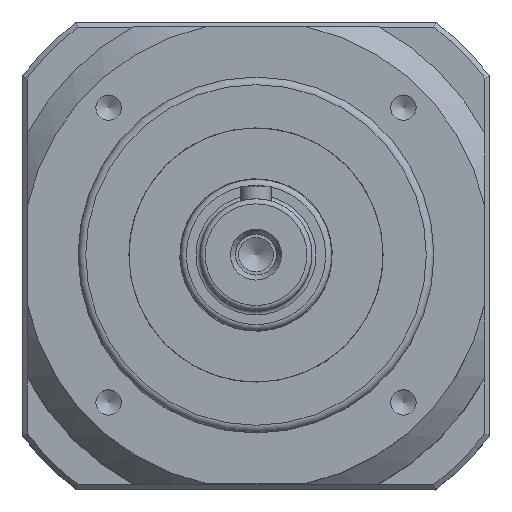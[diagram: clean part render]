
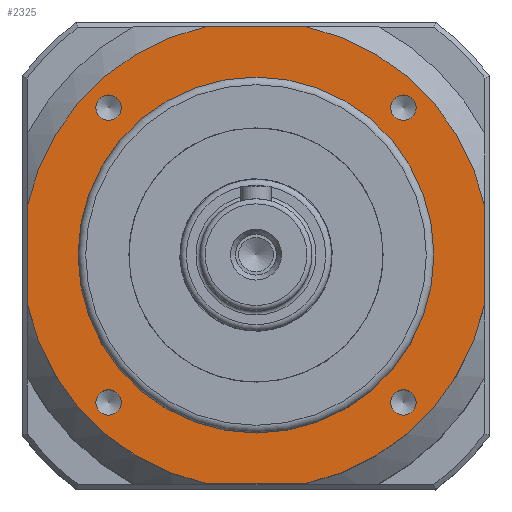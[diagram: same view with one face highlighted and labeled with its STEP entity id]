
A CAD part, top view. The second image highlights one B-rep face of the part: STEP entity #2325.
In plain terms, the highlighted planar face has unit normal (0, 0, 1).
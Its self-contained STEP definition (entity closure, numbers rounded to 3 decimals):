
#855=CARTESIAN_POINT('',(-28.991,26.491,2.));
#856=VERTEX_POINT('',#855);
#857=CARTESIAN_POINT('',(-28.991,28.991,2.));
#858=DIRECTION('',(0.0,0.0,1.0));
#859=DIRECTION('',(0.0,-1.0,0.0));
#860=AXIS2_PLACEMENT_3D('',#857,#858,#859);
#861=CIRCLE('',#860,2.5);
#862=EDGE_CURVE('',#856,#856,#861,.T.);
#892=CARTESIAN_POINT('',(-28.991,-31.491,2.));
#893=VERTEX_POINT('',#892);
#894=CARTESIAN_POINT('',(-28.991,-28.991,2.));
#895=DIRECTION('',(0.0,0.0,1.0));
#896=DIRECTION('',(0.0,-1.0,0.0));
#897=AXIS2_PLACEMENT_3D('',#894,#895,#896);
#898=CIRCLE('',#897,2.5);
#899=EDGE_CURVE('',#893,#893,#898,.T.);
#929=CARTESIAN_POINT('',(28.991,-31.491,2.));
#930=VERTEX_POINT('',#929);
#931=CARTESIAN_POINT('',(28.991,-28.991,2.));
#932=DIRECTION('',(0.0,0.0,1.0));
#933=DIRECTION('',(0.0,-1.0,0.0));
#934=AXIS2_PLACEMENT_3D('',#931,#932,#933);
#935=CIRCLE('',#934,2.5);
#936=EDGE_CURVE('',#930,#930,#935,.T.);
#1077=CARTESIAN_POINT('',(31.491,28.991,2.));
#1078=VERTEX_POINT('',#1077);
#1079=CARTESIAN_POINT('',(28.991,28.991,2.));
#1080=DIRECTION('',(0.0,0.0,1.0));
#1081=DIRECTION('',(1.0,0.0,0.0));
#1082=AXIS2_PLACEMENT_3D('',#1079,#1080,#1081);
#1083=CIRCLE('',#1082,2.5);
#1084=EDGE_CURVE('',#1078,#1078,#1083,.T.);
#1171=CARTESIAN_POINT('',(0.0,35.0,2.));
#1172=VERTEX_POINT('',#1171);
#1173=CARTESIAN_POINT('',(0.0,0.,2.));
#1174=DIRECTION('',(0.0,0.0,-1.0));
#1175=DIRECTION('',(0.0,1.0,0.0));
#1176=AXIS2_PLACEMENT_3D('',#1173,#1174,#1175);
#1177=CIRCLE('',#1176,35.0);
#1178=EDGE_CURVE('',#1172,#1172,#1177,.T.);
#2153=CARTESIAN_POINT('',(45.,-9.539,2.));
#2154=VERTEX_POINT('',#2153);
#2161=CARTESIAN_POINT('',(9.539,-45.,2.0));
#2162=VERTEX_POINT('',#2161);
#2163=CARTESIAN_POINT('',(0.0,0.,2.));
#2164=DIRECTION('',(0.0,0.0,-1.0));
#2165=DIRECTION('',(0.0,1.0,0.0));
#2166=AXIS2_PLACEMENT_3D('',#2163,#2164,#2165);
#2167=CIRCLE('',#2166,46.);
#2168=EDGE_CURVE('',#2154,#2162,#2167,.T.);
#2184=CARTESIAN_POINT('',(9.539,45.,2.));
#2185=VERTEX_POINT('',#2184);
#2186=CARTESIAN_POINT('',(45.,9.539,2.));
#2187=VERTEX_POINT('',#2186);
#2188=CARTESIAN_POINT('',(0.0,0.,2.));
#2189=DIRECTION('',(0.0,0.0,-1.0));
#2190=DIRECTION('',(0.0,1.0,0.0));
#2191=AXIS2_PLACEMENT_3D('',#2188,#2189,#2190);
#2192=CIRCLE('',#2191,46.);
#2193=EDGE_CURVE('',#2185,#2187,#2192,.T.);
#2217=CARTESIAN_POINT('',(-9.539,-45.,2.));
#2218=VERTEX_POINT('',#2217);
#2225=CARTESIAN_POINT('',(-45.,-9.539,2.));
#2226=VERTEX_POINT('',#2225);
#2227=CARTESIAN_POINT('',(0.0,0.,2.));
#2228=DIRECTION('',(0.0,0.0,-1.0));
#2229=DIRECTION('',(0.0,1.0,0.0));
#2230=AXIS2_PLACEMENT_3D('',#2227,#2228,#2229);
#2231=CIRCLE('',#2230,46.);
#2232=EDGE_CURVE('',#2218,#2226,#2231,.T.);
#2249=CARTESIAN_POINT('',(-45.,9.539,2.));
#2250=VERTEX_POINT('',#2249);
#2257=CARTESIAN_POINT('',(-9.539,45.,2.));
#2258=VERTEX_POINT('',#2257);
#2259=CARTESIAN_POINT('',(0.0,0.,2.));
#2260=DIRECTION('',(0.0,0.0,-1.0));
#2261=DIRECTION('',(0.0,1.0,0.0));
#2262=AXIS2_PLACEMENT_3D('',#2259,#2260,#2261);
#2263=CIRCLE('',#2262,46.);
#2264=EDGE_CURVE('',#2250,#2258,#2263,.T.);
#2275=CARTESIAN_POINT('',(0.0,46.,2.));
#2276=DIRECTION('',(0.0,0.0,1.0));
#2277=DIRECTION('',(1.0,0.0,0.0));
#2278=AXIS2_PLACEMENT_3D('',#2275,#2276,#2277);
#2279=PLANE('',#2278);
#2280=ORIENTED_EDGE('',*,*,#2168,.F.);
#2281=CARTESIAN_POINT('',(45.,-9.539,2.));
#2282=DIRECTION('',(0.0,1.0,0.0));
#2283=VECTOR('',#2282,19.079);
#2284=LINE('',#2281,#2283);
#2285=EDGE_CURVE('',#2154,#2187,#2284,.T.);
#2286=ORIENTED_EDGE('',*,*,#2285,.T.);
#2287=ORIENTED_EDGE('',*,*,#2193,.F.);
#2288=CARTESIAN_POINT('',(9.539,45.,2.));
#2289=DIRECTION('',(-1.0,0.0,0.0));
#2290=VECTOR('',#2289,19.079);
#2291=LINE('',#2288,#2290);
#2292=EDGE_CURVE('',#2185,#2258,#2291,.T.);
#2293=ORIENTED_EDGE('',*,*,#2292,.T.);
#2294=ORIENTED_EDGE('',*,*,#2264,.F.);
#2295=CARTESIAN_POINT('',(-45.,9.539,2.));
#2296=DIRECTION('',(0.0,-1.0,0.0));
#2297=VECTOR('',#2296,19.079);
#2298=LINE('',#2295,#2297);
#2299=EDGE_CURVE('',#2250,#2226,#2298,.T.);
#2300=ORIENTED_EDGE('',*,*,#2299,.T.);
#2301=ORIENTED_EDGE('',*,*,#2232,.F.);
#2302=CARTESIAN_POINT('',(-9.539,-45.,2.));
#2303=DIRECTION('',(1.0,0.0,0.0));
#2304=VECTOR('',#2303,19.079);
#2305=LINE('',#2302,#2304);
#2306=EDGE_CURVE('',#2218,#2162,#2305,.T.);
#2307=ORIENTED_EDGE('',*,*,#2306,.T.);
#2308=EDGE_LOOP('',(#2280,#2286,#2287,#2293,#2294,#2300,#2301,#2307));
#2309=FACE_OUTER_BOUND('',#2308,.T.);
#2310=ORIENTED_EDGE('',*,*,#899,.F.);
#2311=EDGE_LOOP('',(#2310));
#2312=FACE_BOUND('',#2311,.T.);
#2313=ORIENTED_EDGE('',*,*,#936,.F.);
#2314=EDGE_LOOP('',(#2313));
#2315=FACE_BOUND('',#2314,.T.);
#2316=ORIENTED_EDGE('',*,*,#1084,.F.);
#2317=EDGE_LOOP('',(#2316));
#2318=FACE_BOUND('',#2317,.T.);
#2319=ORIENTED_EDGE('',*,*,#1178,.T.);
#2320=EDGE_LOOP('',(#2319));
#2321=FACE_BOUND('',#2320,.T.);
#2322=ORIENTED_EDGE('',*,*,#862,.F.);
#2323=EDGE_LOOP('',(#2322));
#2324=FACE_BOUND('',#2323,.T.);
#2325=ADVANCED_FACE('',(#2309,#2312,#2315,#2318,#2321,#2324),#2279,.T.);
